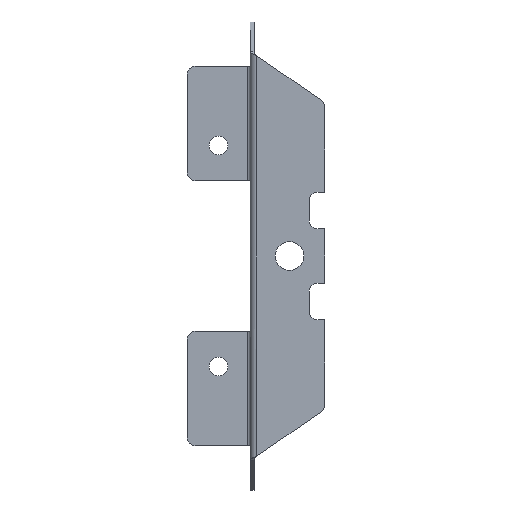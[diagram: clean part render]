
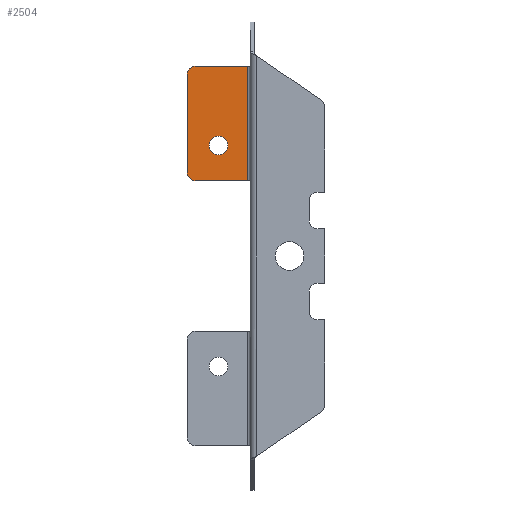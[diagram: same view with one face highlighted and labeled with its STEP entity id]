
A CAD part, front view. The second image highlights one B-rep face of the part: STEP entity #2504.
In plain terms, the highlighted planar face has unit normal (0, -1, 0).
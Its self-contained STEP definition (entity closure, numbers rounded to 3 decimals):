
#69 = DIRECTION ( 'NONE',  ( 0., 1., 0. ) ) ;
#78 = CARTESIAN_POINT ( 'NONE',  ( -12.175, 8.5, 46. ) ) ;
#94 = CARTESIAN_POINT ( 'NONE',  ( -21.175, 8.5, 29. ) ) ;
#130 = AXIS2_PLACEMENT_3D ( 'NONE', #201, #193, #175 ) ;
#146 = EDGE_CURVE ( 'NONE', #718, #1138, #476, .T. ) ;
#175 = DIRECTION ( 'NONE',  ( 0., 0., 1. ) ) ;
#193 = DIRECTION ( 'NONE',  ( 0., 1., 0. ) ) ;
#201 = CARTESIAN_POINT ( 'NONE',  ( -12.175, 8.5, 42.5 ) ) ;
#301 = DIRECTION ( 'NONE',  ( 0., 0., 1. ) ) ;
#385 = DIRECTION ( 'NONE',  ( 0., 0., 1. ) ) ;
#396 = CARTESIAN_POINT ( 'NONE',  ( -21.175, 8.5, 29. ) ) ;
#433 = VECTOR ( 'NONE', #1567, 1000. ) ;
#476 = LINE ( 'NONE', #1793, #433 ) ;
#543 = CIRCLE ( 'NONE', #2250, 3. ) ;
#588 = CARTESIAN_POINT ( 'NONE',  ( -12.175, 8.5, 42.5 ) ) ;
#718 = VERTEX_POINT ( 'NONE', #2778 ) ;
#719 = ORIENTED_EDGE ( 'NONE', *, *, #146, .F. ) ;
#733 = VERTEX_POINT ( 'NONE', #1551 ) ;
#805 = DIRECTION ( 'NONE',  ( -1., 0., 0. ) ) ;
#931 = ORIENTED_EDGE ( 'NONE', *, *, #2249, .F. ) ;
#950 = CARTESIAN_POINT ( 'NONE',  ( -21.175, 8.5, 73. ) ) ;
#958 = VERTEX_POINT ( 'NONE', #396 ) ;
#1052 = VECTOR ( 'NONE', #2525, 1000. ) ;
#1102 = DIRECTION ( 'NONE',  ( 0., 0., 1. ) ) ;
#1111 = DIRECTION ( 'NONE',  ( 0., 1., 0. ) ) ;
#1124 = CARTESIAN_POINT ( 'NONE',  ( -21.175, 8.5, 32. ) ) ;
#1129 = ORIENTED_EDGE ( 'NONE', *, *, #2571, .T. ) ;
#1138 = VERTEX_POINT ( 'NONE', #2351 ) ;
#1141 = LINE ( 'NONE', #2507, #1052 ) ;
#1193 = VERTEX_POINT ( 'NONE', #950 ) ;
#1274 = FACE_BOUND ( 'NONE', #2863, .T. ) ;
#1364 = DIRECTION ( 'NONE',  ( 0., 0., 1. ) ) ;
#1383 = VECTOR ( 'NONE', #805, 1000. ) ;
#1421 = FACE_OUTER_BOUND ( 'NONE', #2905, .T. ) ;
#1461 = EDGE_CURVE ( 'NONE', #1138, #958, #1538, .T. ) ;
#1492 = DIRECTION ( 'NONE',  ( 0., 1., 0. ) ) ;
#1525 = CARTESIAN_POINT ( 'NONE',  ( -21.175, 8.5, 70. ) ) ;
#1538 = LINE ( 'NONE', #94, #1383 ) ;
#1551 = CARTESIAN_POINT ( 'NONE',  ( -24.175, 8.5, 70. ) ) ;
#1567 = DIRECTION ( 'NONE',  ( 0., 0., -1. ) ) ;
#1591 = CARTESIAN_POINT ( 'NONE',  ( -24.175, 8.5, 70. ) ) ;
#1594 = EDGE_CURVE ( 'NONE', #1193, #718, #1141, .T. ) ;
#1597 = VERTEX_POINT ( 'NONE', #2668 ) ;
#1622 = AXIS2_PLACEMENT_3D ( 'NONE', #588, #69, #301 ) ;
#1689 = EDGE_CURVE ( 'NONE', #733, #1193, #543, .T. ) ;
#1729 = ORIENTED_EDGE ( 'NONE', *, *, #1689, .F. ) ;
#1733 = ORIENTED_EDGE ( 'NONE', *, *, #2766, .T. ) ;
#1793 = CARTESIAN_POINT ( 'NONE',  ( -1., 8.5, 86. ) ) ;
#1826 = AXIS2_PLACEMENT_3D ( 'NONE', #3011, #2117, #2805 ) ;
#1893 = CIRCLE ( 'NONE', #2256, 3. ) ;
#1918 = ORIENTED_EDGE ( 'NONE', *, *, #1461, .F. ) ;
#1974 = EDGE_CURVE ( 'NONE', #958, #1597, #1893, .T. ) ;
#2117 = DIRECTION ( 'NONE',  ( 0., -1., 0. ) ) ;
#2161 = CIRCLE ( 'NONE', #1622, 3.5 ) ;
#2249 = EDGE_CURVE ( 'NONE', #1597, #733, #2793, .T. ) ;
#2250 = AXIS2_PLACEMENT_3D ( 'NONE', #1525, #1492, #1364 ) ;
#2256 = AXIS2_PLACEMENT_3D ( 'NONE', #1124, #1111, #1102 ) ;
#2351 = CARTESIAN_POINT ( 'NONE',  ( -1., 8.5, 29. ) ) ;
#2504 = ADVANCED_FACE ( 'NONE', ( #1421, #1274 ), #3035, .T. ) ;
#2507 = CARTESIAN_POINT ( 'NONE',  ( -21.175, 8.5, 73. ) ) ;
#2525 = DIRECTION ( 'NONE',  ( 1., 0., 0. ) ) ;
#2571 = EDGE_CURVE ( 'NONE', #2745, #2965, #2591, .T. ) ;
#2591 = CIRCLE ( 'NONE', #130, 3.5 ) ;
#2646 = ORIENTED_EDGE ( 'NONE', *, *, #1594, .F. ) ;
#2668 = CARTESIAN_POINT ( 'NONE',  ( -24.175, 8.5, 32. ) ) ;
#2745 = VERTEX_POINT ( 'NONE', #78 ) ;
#2766 = EDGE_CURVE ( 'NONE', #2965, #2745, #2161, .T. ) ;
#2778 = CARTESIAN_POINT ( 'NONE',  ( -1., 8.5, 73. ) ) ;
#2793 = LINE ( 'NONE', #1591, #3064 ) ;
#2805 = DIRECTION ( 'NONE',  ( 0., 0., 1. ) ) ;
#2851 = CARTESIAN_POINT ( 'NONE',  ( -12.175, 8.5, 39. ) ) ;
#2863 = EDGE_LOOP ( 'NONE', ( #1129, #1733 ) ) ;
#2905 = EDGE_LOOP ( 'NONE', ( #719, #2646, #1729, #931, #3043, #1918 ) ) ;
#2965 = VERTEX_POINT ( 'NONE', #2851 ) ;
#3011 = CARTESIAN_POINT ( 'NONE',  ( -10.175, 8.5, 86. ) ) ;
#3035 = PLANE ( 'NONE',  #1826 ) ;
#3043 = ORIENTED_EDGE ( 'NONE', *, *, #1974, .F. ) ;
#3064 = VECTOR ( 'NONE', #385, 1000. ) ;
